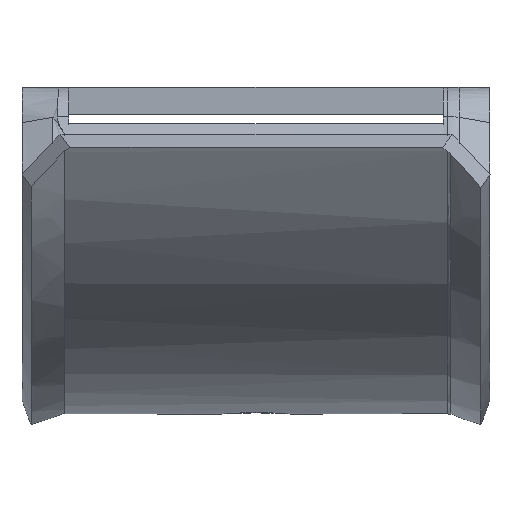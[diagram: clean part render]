
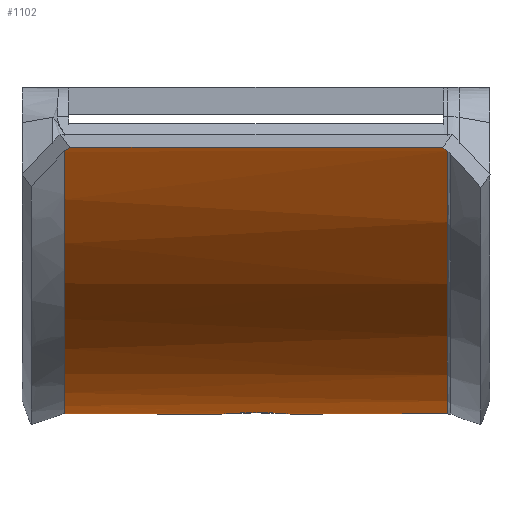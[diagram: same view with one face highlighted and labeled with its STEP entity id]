
A CAD part, top view. The second image highlights one B-rep face of the part: STEP entity #1102.
In plain terms, the highlighted cylindrical face has radius 39 mm (diameter 78 mm), a partial arc.
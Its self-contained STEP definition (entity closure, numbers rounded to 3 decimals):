
#72=CARTESIAN_POINT('',(-14.,14.5,42.));
#73=DIRECTION('',(1.,0.,0.));
#74=DIRECTION('',(0.,-0.451,-0.892));
#75=AXIS2_PLACEMENT_3D('',#72,#73,#74);
#77=DIRECTION('',(-1.,0.,0.));
#78=VECTOR('',#77,0.31);
#79=CARTESIAN_POINT('',(-14.,-2.,6.662));
#80=LINE('',#79,#78);
#81=CARTESIAN_POINT('',(-14.31,14.5,42.));
#82=DIRECTION('',(-1.,0.,0.));
#83=DIRECTION('',(0.,-0.423,-0.906));
#84=AXIS2_PLACEMENT_3D('',#81,#82,#83);
#86=DIRECTION('',(-1.,0.,0.));
#87=VECTOR('',#86,27.886);
#88=CARTESIAN_POINT('',(13.965,-4.605,76.));
#89=LINE('',#88,#87);
#90=CARTESIAN_POINT('',(14.31,14.5,42.));
#91=DIRECTION('',(1.,0.,0.));
#92=DIRECTION('',(0.,-0.497,0.868));
#93=AXIS2_PLACEMENT_3D('',#90,#91,#92);
#95=CARTESIAN_POINT('',(14.31,-3.098,7.196));
#96=CARTESIAN_POINT('',(14.321,-2.916,7.104));
#97=CARTESIAN_POINT('',(14.313,-2.551,6.924));
#98=CARTESIAN_POINT('',(14.293,-2.183,6.747));
#99=CARTESIAN_POINT('',(14.31,-2.,6.661));
#101=DIRECTION('',(1.,0.,0.));
#102=VECTOR('',#101,28.);
#103=CARTESIAN_POINT('',(-14.,-3.651,7.481));
#104=LINE('',#103,#102);
#105=CARTESIAN_POINT('',(0.,-24.406,39.29));
#106=CARTESIAN_POINT('',(-0.384,-24.406,39.289));
#107=CARTESIAN_POINT('',(-0.916,-24.413,
39.394));
#108=CARTESIAN_POINT('',(-1.463,-24.433,39.704));
#109=CARTESIAN_POINT('',(-1.753,-24.445,39.933));
#110=CARTESIAN_POINT('',(-2.175,-24.466,40.339));
#111=CARTESIAN_POINT('',(-2.618,-24.492,41.016));
#112=CARTESIAN_POINT('',(-2.816,-24.506,42.128));
#113=CARTESIAN_POINT('',(-2.651,-24.488,43.063));
#114=CARTESIAN_POINT('',(-2.364,-24.467,43.615));
#115=CARTESIAN_POINT('',(-2.178,-24.455,43.876));
#116=CARTESIAN_POINT('',(-2.059,-24.448,44.019));
#117=CARTESIAN_POINT('',(-1.483,-24.414,44.651));
#118=CARTESIAN_POINT('',(-0.771,-24.387,
44.973));
#119=CARTESIAN_POINT('',(-0.001,-24.387,
44.973));
#121=CARTESIAN_POINT('',(-0.001,-24.387,
44.973));
#122=CARTESIAN_POINT('',(0.384,-24.387,44.973));
#123=CARTESIAN_POINT('',(0.917,-24.395,44.867));
#124=CARTESIAN_POINT('',(1.465,-24.416,44.558));
#125=CARTESIAN_POINT('',(1.754,-24.431,44.329));
#126=CARTESIAN_POINT('',(2.455,-24.469,43.657));
#127=CARTESIAN_POINT('',(2.881,-24.51,42.518));
#128=CARTESIAN_POINT('',(2.651,-24.494,41.199));
#129=CARTESIAN_POINT('',(2.364,-24.477,40.646));
#130=CARTESIAN_POINT('',(2.151,-24.465,40.35));
#131=CARTESIAN_POINT('',(1.778,-24.446,39.921));
#132=CARTESIAN_POINT('',(1.093,-24.416,39.428));
#133=CARTESIAN_POINT('',(0.384,-24.406,39.29));
#134=CARTESIAN_POINT('',(0.,-24.406,39.29));
#136=CARTESIAN_POINT('',(-14.,14.5,42.));
#137=DIRECTION('',(1.,0.,0.));
#138=DIRECTION('',(0.,-0.465,-0.885));
#139=AXIS2_PLACEMENT_3D('',#136,#137,#138);
#170=DIRECTION('',(1.,0.,-0.004));
#171=VECTOR('',#170,0.31);
#172=CARTESIAN_POINT('',(14.,-2.,6.662));
#173=LINE('',#172,#171);
#586=CARTESIAN_POINT('',(-14.31,-4.922,75.817));
#587=CARTESIAN_POINT('',(-14.268,-4.888,75.837));
#588=CARTESIAN_POINT('',(-14.182,-4.818,75.877));
#589=CARTESIAN_POINT('',(-14.053,-4.713,75.94));
#590=CARTESIAN_POINT('',(-13.965,-4.641,75.98));
#591=CARTESIAN_POINT('',(-13.921,-4.605,76.));
#600=CARTESIAN_POINT('',(14.31,-4.89,75.831));
#607=CARTESIAN_POINT('',(13.965,-4.605,76.));
#608=CARTESIAN_POINT('',(14.004,-4.638,75.982));
#609=CARTESIAN_POINT('',(14.082,-4.703,75.945));
#610=CARTESIAN_POINT('',(14.195,-4.8,75.889));
#611=CARTESIAN_POINT('',(14.272,-4.859,75.849));
#612=CARTESIAN_POINT('',(14.31,-4.89,75.831));
#651=CARTESIAN_POINT('',(14.31,-2.,6.661));
#686=CARTESIAN_POINT('',(14.,14.5,42.));
#687=DIRECTION('',(1.,0.,0.));
#688=DIRECTION('',(0.,-0.451,-0.892));
#689=AXIS2_PLACEMENT_3D('',#686,#687,#688);
#728=CARTESIAN_POINT('',(14.,14.5,42.));
#729=DIRECTION('',(-1.,0.,0.));
#730=DIRECTION('',(0.,-0.451,-0.892));
#731=AXIS2_PLACEMENT_3D('',#728,#729,#730);
#761=CARTESIAN_POINT('',(0.,-24.406,39.29));
#763=VERTEX_POINT('',#761);
#799=VERTEX_POINT('',#121);
#808=VERTEX_POINT('',#600);
#817=CARTESIAN_POINT('',(-14.,-3.651,7.481));
#818=CARTESIAN_POINT('',(-14.,-3.098,7.196));
#819=VERTEX_POINT('',#817);
#820=VERTEX_POINT('',#818);
#822=CARTESIAN_POINT('',(14.,-3.651,7.481));
#823=VERTEX_POINT('',#822);
#824=CARTESIAN_POINT('',(14.,-3.098,7.196));
#825=VERTEX_POINT('',#824);
#836=CARTESIAN_POINT('',(-13.921,-4.605,76.));
#837=VERTEX_POINT('',#836);
#838=CARTESIAN_POINT('',(13.965,-4.605,76.));
#839=VERTEX_POINT('',#838);
#843=VERTEX_POINT('',#586);
#855=VERTEX_POINT('',#651);
#856=CARTESIAN_POINT('',(14.,-2.,6.662));
#857=VERTEX_POINT('',#856);
#858=VERTEX_POINT('',#95);
#861=CARTESIAN_POINT('',(-14.,-2.,6.662));
#862=CARTESIAN_POINT('',(-14.31,-2.,6.662));
#863=VERTEX_POINT('',#861);
#864=VERTEX_POINT('',#862);
#1065=CARTESIAN_POINT('',(100.563,14.5,42.));
#1066=DIRECTION('',(-1.,0.,0.));
#1067=DIRECTION('',(0.,-0.892,0.451));
#1068=AXIS2_PLACEMENT_3D('',#1065,#1066,#1067);
#1069=CYLINDRICAL_SURFACE('',#1068,39.);
#1071=ORIENTED_EDGE('',*,*,#1070,.T.);
#1073=ORIENTED_EDGE('',*,*,#1072,.T.);
#1075=ORIENTED_EDGE('',*,*,#1074,.T.);
#1077=ORIENTED_EDGE('',*,*,#1076,.T.);
#1079=ORIENTED_EDGE('',*,*,#1078,.T.);
#1081=ORIENTED_EDGE('',*,*,#1080,.F.);
#1083=ORIENTED_EDGE('',*,*,#1082,.T.);
#1085=ORIENTED_EDGE('',*,*,#1084,.T.);
#1087=ORIENTED_EDGE('',*,*,#1086,.T.);
#1089=ORIENTED_EDGE('',*,*,#1088,.F.);
#1091=ORIENTED_EDGE('',*,*,#1090,.F.);
#1093=ORIENTED_EDGE('',*,*,#1092,.T.);
#1095=ORIENTED_EDGE('',*,*,#1094,.F.);
#1096=EDGE_LOOP('',(#1071,#1073,#1075,#1077,#1079,#1081,#1083,#1085,#1087,#1089,
#1091,#1093,#1095));
#1097=FACE_OUTER_BOUND('',#1096,.F.);
#1098=ORIENTED_EDGE('',*,*,#979,.F.);
#1099=ORIENTED_EDGE('',*,*,#1057,.F.);
#1100=EDGE_LOOP('',(#1098,#1099));
#1101=FACE_BOUND('',#1100,.F.);
#1102=ADVANCED_FACE('',(#1097,#1101),#1069,.T.);
#76=CIRCLE('',#75,39.);
#85=CIRCLE('',#84,39.);
#94=CIRCLE('',#93,39.);
#100=B_SPLINE_CURVE_WITH_KNOTS('',3,(#95,#96,#97,#98,#99),.UNSPECIFIED.,.F.,.F.,
(4,1,4),(0.,0.5,1.),.UNSPECIFIED.);
#120=B_SPLINE_CURVE_WITH_KNOTS('',3,(#105,#106,#107,#108,#109,#110,#111,#112,
#113,#114,#115,#116,#117,#118,#119),.UNSPECIFIED.,.F.,.F.,(4,1,1,1,1,1,1,1,1,1,
1,1,4),(0.,0.125,0.188,0.219,0.25,0.375,0.5,0.625,0.688,
0.719,0.734,0.75,1.),.UNSPECIFIED.);
#135=B_SPLINE_CURVE_WITH_KNOTS('',3,(#121,#122,#123,#124,#125,#126,#127,#128,
#129,#130,#131,#132,#133,#134),.UNSPECIFIED.,.F.,.F.,(4,1,1,1,1,1,1,1,1,1,1,4),(
0.,0.125,0.188,0.219,0.25,0.5,0.625,0.688,0.719,0.75,
0.875,1.),.UNSPECIFIED.);
#140=CIRCLE('',#139,39.);
#592=B_SPLINE_CURVE_WITH_KNOTS('',3,(#586,#587,#588,#589,#590,#591),
.UNSPECIFIED.,.F.,.F.,(4,1,1,4),(0.,0.333,0.667,1.),
.UNSPECIFIED.);
#613=B_SPLINE_CURVE_WITH_KNOTS('',3,(#607,#608,#609,#610,#611,#612),
.UNSPECIFIED.,.F.,.F.,(4,1,1,4),(0.,0.333,0.667,1.),
.UNSPECIFIED.);
#690=CIRCLE('',#689,39.);
#732=CIRCLE('',#731,39.);
#979=EDGE_CURVE('',#763,#799,#120,.T.);
#1057=EDGE_CURVE('',#799,#763,#135,.T.);
#1070=EDGE_CURVE('',#819,#820,#140,.T.);
#1072=EDGE_CURVE('',#820,#863,#76,.T.);
#1074=EDGE_CURVE('',#863,#864,#80,.T.);
#1076=EDGE_CURVE('',#864,#843,#85,.T.);
#1078=EDGE_CURVE('',#843,#837,#592,.T.);
#1080=EDGE_CURVE('',#839,#837,#89,.T.);
#1082=EDGE_CURVE('',#839,#808,#613,.T.);
#1084=EDGE_CURVE('',#808,#858,#94,.T.);
#1086=EDGE_CURVE('',#858,#855,#100,.T.);
#1088=EDGE_CURVE('',#857,#855,#173,.T.);
#1090=EDGE_CURVE('',#825,#857,#690,.T.);
#1092=EDGE_CURVE('',#825,#823,#732,.T.);
#1094=EDGE_CURVE('',#819,#823,#104,.T.);
